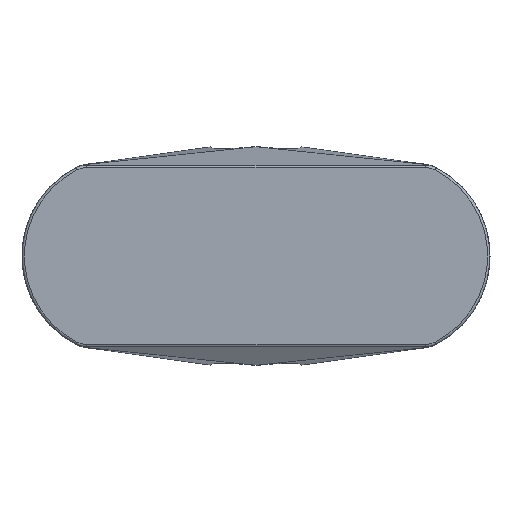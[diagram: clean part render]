
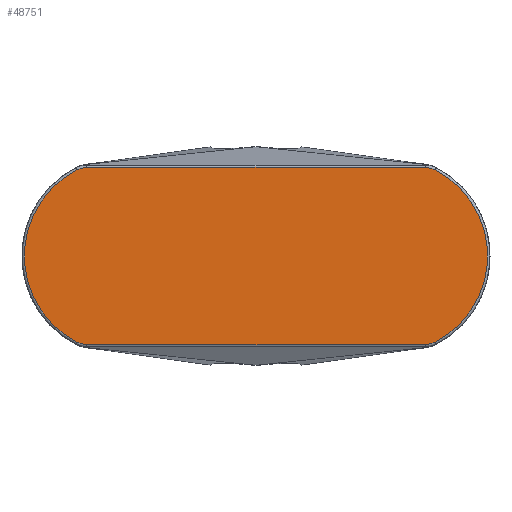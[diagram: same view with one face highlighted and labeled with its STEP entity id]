
A CAD part, front view. The second image highlights one B-rep face of the part: STEP entity #48751.
In plain terms, the highlighted planar face has unit normal (0, -1, 0).
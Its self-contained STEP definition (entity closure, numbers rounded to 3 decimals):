
#1197 = AXIS2_PLACEMENT_3D ( 'NONE', #61543, #20470, #58685 ) ;
#2004 = DIRECTION ( 'NONE',  ( 0., -1., 0. ) ) ;
#3698 = VECTOR ( 'NONE', #4782, 1000. ) ;
#3804 = VERTEX_POINT ( 'NONE', #56011 ) ;
#4782 = DIRECTION ( 'NONE',  ( -1., 0., 0. ) ) ;
#5133 = CARTESIAN_POINT ( 'NONE',  ( 17.716, 0., 6.985 ) ) ;
#6513 = VERTEX_POINT ( 'NONE', #54009 ) ;
#6637 = VERTEX_POINT ( 'NONE', #34120 ) ;
#6988 = DIRECTION ( 'NONE',  ( 0., 0., 1. ) ) ;
#7113 = AXIS2_PLACEMENT_3D ( 'NONE', #36546, #40967, #21723 ) ;
#7230 = CIRCLE ( 'NONE', #1197, 2.286 ) ;
#8326 = CARTESIAN_POINT ( 'NONE',  ( 17.716, 0., -9.271 ) ) ;
#8576 = EDGE_CURVE ( 'NONE', #3804, #27809, #48036, .T. ) ;
#9460 = CARTESIAN_POINT ( 'NONE',  ( -18.765, 0., 9.016 ) ) ;
#10072 = CIRCLE ( 'NONE', #58474, 10.147 ) ;
#10505 = DIRECTION ( 'NONE',  ( 0., 0., 1. ) ) ;
#13229 = VECTOR ( 'NONE', #59243, 1000. ) ;
#13273 = ORIENTED_EDGE ( 'NONE', *, *, #8576, .T. ) ;
#13652 = ORIENTED_EDGE ( 'NONE', *, *, #38630, .T. ) ;
#15942 = CARTESIAN_POINT ( 'NONE',  ( -17.716, 0., 9.271 ) ) ;
#17095 = CARTESIAN_POINT ( 'NONE',  ( 17.716, 0., -6.985 ) ) ;
#18110 = CIRCLE ( 'NONE', #25208, 2.286 ) ;
#19399 = CARTESIAN_POINT ( 'NONE',  ( -14.11, 0., 0. ) ) ;
#20146 = CIRCLE ( 'NONE', #41314, 10.147 ) ;
#20347 = DIRECTION ( 'NONE',  ( 0., -1., 0. ) ) ;
#20470 = DIRECTION ( 'NONE',  ( 0., -1., 0. ) ) ;
#21079 = EDGE_CURVE ( 'NONE', #27809, #48618, #7230, .T. ) ;
#21181 = DIRECTION ( 'NONE',  ( 0., -1., 0. ) ) ;
#21723 = DIRECTION ( 'NONE',  ( 0., 0., 1. ) ) ;
#23518 = EDGE_LOOP ( 'NONE', ( #13273, #25465, #50842, #13652, #50978, #37116, #36611, #26470 ) ) ;
#25208 = AXIS2_PLACEMENT_3D ( 'NONE', #5133, #33863, #10505 ) ;
#25465 = ORIENTED_EDGE ( 'NONE', *, *, #21079, .T. ) ;
#25767 = CARTESIAN_POINT ( 'NONE',  ( -24.511, 0., -9.271 ) ) ;
#26470 = ORIENTED_EDGE ( 'NONE', *, *, #47174, .T. ) ;
#26759 = PLANE ( 'NONE',  #7113 ) ;
#27809 = VERTEX_POINT ( 'NONE', #15942 ) ;
#28267 = EDGE_CURVE ( 'NONE', #6513, #60464, #20146, .T. ) ;
#32428 = AXIS2_PLACEMENT_3D ( 'NONE', #17095, #2004, #35767 ) ;
#33863 = DIRECTION ( 'NONE',  ( 0., -1., 0. ) ) ;
#34120 = CARTESIAN_POINT ( 'NONE',  ( -17.716, 0., -9.271 ) ) ;
#35767 = DIRECTION ( 'NONE',  ( 0., 0., 1. ) ) ;
#36546 = CARTESIAN_POINT ( 'NONE',  ( -24.511, 0., 9.525 ) ) ;
#36611 = ORIENTED_EDGE ( 'NONE', *, *, #28267, .T. ) ;
#37062 = CARTESIAN_POINT ( 'NONE',  ( 18.765, 0., 9.016 ) ) ;
#37116 = ORIENTED_EDGE ( 'NONE', *, *, #52033, .T. ) ;
#38630 = EDGE_CURVE ( 'NONE', #53193, #6637, #53470, .T. ) ;
#38871 = CARTESIAN_POINT ( 'NONE',  ( -24.511, 0., 9.271 ) ) ;
#39997 = LINE ( 'NONE', #25767, #13229 ) ;
#40259 = VERTEX_POINT ( 'NONE', #8326 ) ;
#40678 = FACE_OUTER_BOUND ( 'NONE', #23518, .T. ) ;
#40967 = DIRECTION ( 'NONE',  ( 0., 1., 0. ) ) ;
#41314 = AXIS2_PLACEMENT_3D ( 'NONE', #45493, #21181, #6988 ) ;
#42374 = AXIS2_PLACEMENT_3D ( 'NONE', #44702, #48816, #44069 ) ;
#43623 = CARTESIAN_POINT ( 'NONE',  ( -18.765, 0., -9.016 ) ) ;
#44069 = DIRECTION ( 'NONE',  ( 0., 0., 1. ) ) ;
#44342 = DIRECTION ( 'NONE',  ( 0., 0., 1. ) ) ;
#44702 = CARTESIAN_POINT ( 'NONE',  ( -17.716, 0., -6.985 ) ) ;
#45493 = CARTESIAN_POINT ( 'NONE',  ( 14.11, 0., 0. ) ) ;
#46892 = EDGE_CURVE ( 'NONE', #48618, #53193, #10072, .T. ) ;
#47174 = EDGE_CURVE ( 'NONE', #60464, #3804, #18110, .T. ) ;
#48036 = LINE ( 'NONE', #38871, #3698 ) ;
#48618 = VERTEX_POINT ( 'NONE', #9460 ) ;
#48751 = ADVANCED_FACE ( 'NONE', ( #40678 ), #26759, .F. ) ;
#48816 = DIRECTION ( 'NONE',  ( 0., -1., 0. ) ) ;
#50842 = ORIENTED_EDGE ( 'NONE', *, *, #46892, .T. ) ;
#50978 = ORIENTED_EDGE ( 'NONE', *, *, #61206, .T. ) ;
#52033 = EDGE_CURVE ( 'NONE', #40259, #6513, #59647, .T. ) ;
#53193 = VERTEX_POINT ( 'NONE', #43623 ) ;
#53470 = CIRCLE ( 'NONE', #42374, 2.286 ) ;
#54009 = CARTESIAN_POINT ( 'NONE',  ( 18.765, 0., -9.016 ) ) ;
#56011 = CARTESIAN_POINT ( 'NONE',  ( 17.716, 0., 9.271 ) ) ;
#58474 = AXIS2_PLACEMENT_3D ( 'NONE', #19399, #20347, #44342 ) ;
#58685 = DIRECTION ( 'NONE',  ( 0., 0., 1. ) ) ;
#59243 = DIRECTION ( 'NONE',  ( 1., 0., 0. ) ) ;
#59647 = CIRCLE ( 'NONE', #32428, 2.286 ) ;
#60464 = VERTEX_POINT ( 'NONE', #37062 ) ;
#61206 = EDGE_CURVE ( 'NONE', #6637, #40259, #39997, .T. ) ;
#61543 = CARTESIAN_POINT ( 'NONE',  ( -17.716, 0., 6.985 ) ) ;
